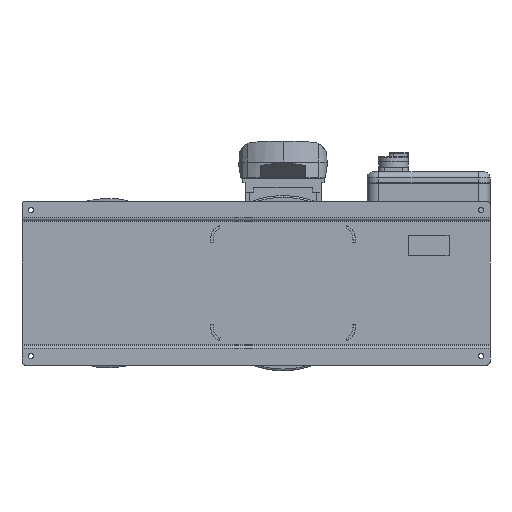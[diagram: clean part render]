
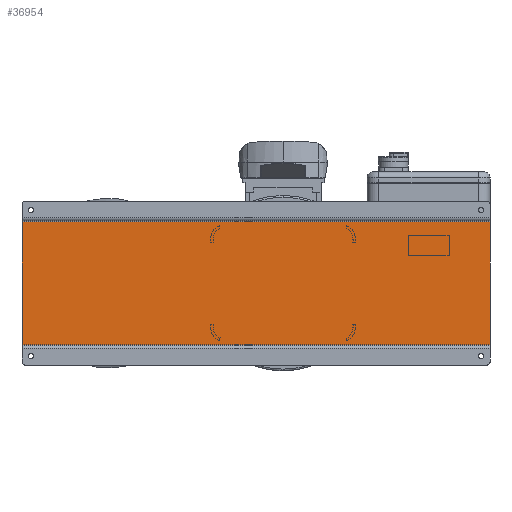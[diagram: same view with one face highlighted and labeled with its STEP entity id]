
A CAD part, front view. The second image highlights one B-rep face of the part: STEP entity #36954.
In plain terms, the highlighted planar face has unit normal (0, -1, 0).
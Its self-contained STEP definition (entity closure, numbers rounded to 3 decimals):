
#683 = DIRECTION ( 'NONE',  ( -1., 0., 0. ) ) ;
#1757 = VERTEX_POINT ( 'NONE', #43246 ) ;
#3019 = CARTESIAN_POINT ( 'NONE',  ( 400., 51., -105. ) ) ;
#4278 = EDGE_CURVE ( 'NONE', #62299, #31368, #63631, .T. ) ;
#6076 = CARTESIAN_POINT ( 'NONE',  ( 400., 51., 105. ) ) ;
#8003 = ORIENTED_EDGE ( 'NONE', *, *, #4278, .F. ) ;
#14904 = CARTESIAN_POINT ( 'NONE',  ( 400., 51., -105. ) ) ;
#15094 = EDGE_CURVE ( 'NONE', #1757, #31368, #38066, .T. ) ;
#16018 = CARTESIAN_POINT ( 'NONE',  ( -400., 51., -105. ) ) ;
#20364 = LINE ( 'NONE', #6076, #86275 ) ;
#23598 = VECTOR ( 'NONE', #683, 1000. ) ;
#28132 = CARTESIAN_POINT ( 'NONE',  ( 400., 51., 105. ) ) ;
#28738 = CARTESIAN_POINT ( 'NONE',  ( 400., 51., -105. ) ) ;
#30409 = VERTEX_POINT ( 'NONE', #28132 ) ;
#31368 = VERTEX_POINT ( 'NONE', #45127 ) ;
#35888 = LINE ( 'NONE', #49171, #55836 ) ;
#36954 = ADVANCED_FACE ( 'NONE', ( #75505 ), #79327, .F. ) ;
#38066 = LINE ( 'NONE', #16018, #66743 ) ;
#39129 = EDGE_CURVE ( 'NONE', #30409, #1757, #20364, .T. ) ;
#43246 = CARTESIAN_POINT ( 'NONE',  ( -400., 51., 105. ) ) ;
#45127 = CARTESIAN_POINT ( 'NONE',  ( -400., 51., -105. ) ) ;
#48087 = ORIENTED_EDGE ( 'NONE', *, *, #39129, .T. ) ;
#49171 = CARTESIAN_POINT ( 'NONE',  ( 400., 51., 105. ) ) ;
#51260 = DIRECTION ( 'NONE',  ( 0., 0., 1. ) ) ;
#55836 = VECTOR ( 'NONE', #71708, 1000. ) ;
#57821 = EDGE_CURVE ( 'NONE', #30409, #62299, #35888, .T. ) ;
#61777 = ORIENTED_EDGE ( 'NONE', *, *, #57821, .F. ) ;
#62139 = DIRECTION ( 'NONE',  ( -1., 0., 0. ) ) ;
#62299 = VERTEX_POINT ( 'NONE', #28738 ) ;
#63631 = LINE ( 'NONE', #14904, #23598 ) ;
#66743 = VECTOR ( 'NONE', #79430, 1000. ) ;
#70466 = EDGE_LOOP ( 'NONE', ( #73569, #8003, #61777, #48087 ) ) ;
#71708 = DIRECTION ( 'NONE',  ( 0., 0., -1. ) ) ;
#71984 = AXIS2_PLACEMENT_3D ( 'NONE', #3019, #72887, #51260 ) ;
#72887 = DIRECTION ( 'NONE',  ( 0., 1., 0. ) ) ;
#73569 = ORIENTED_EDGE ( 'NONE', *, *, #15094, .T. ) ;
#75505 = FACE_OUTER_BOUND ( 'NONE', #70466, .T. ) ;
#79327 = PLANE ( 'NONE',  #71984 ) ;
#79430 = DIRECTION ( 'NONE',  ( 0., 0., -1. ) ) ;
#86275 = VECTOR ( 'NONE', #62139, 1000. ) ;
